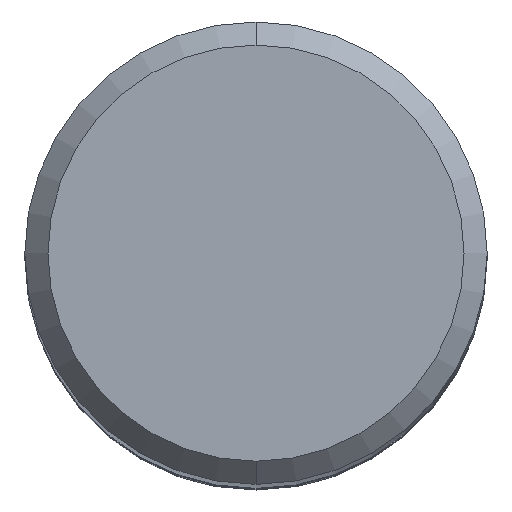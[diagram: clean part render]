
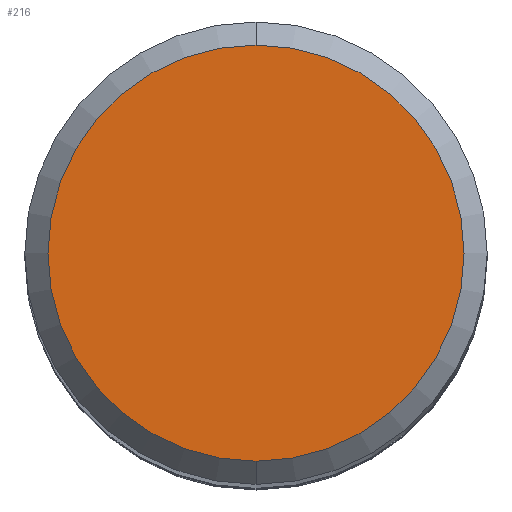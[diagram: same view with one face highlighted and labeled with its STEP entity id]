
A CAD part, top view. The second image highlights one B-rep face of the part: STEP entity #216.
In plain terms, the highlighted planar face has unit normal (0, 0, 1).
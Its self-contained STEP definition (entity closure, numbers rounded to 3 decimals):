
#116=VERTEX_POINT('',#277);
#216=ADVANCED_FACE('',(#392),#393,.T.);
#218=EDGE_CURVE('',#116,#222,#395,.T.);
#222=VERTEX_POINT('',#399);
#226=EDGE_CURVE('',#222,#116,#403,.T.);
#277=CARTESIAN_POINT('',(0.0,4.5,0.0));
#392=FACE_OUTER_BOUND('',#602,.T.);
#393=PLANE('',#603);
#395=CIRCLE('',#606,4.5);
#399=CARTESIAN_POINT('',(0.,-4.5,0.0));
#403=CIRCLE('',#614,4.5);
#602=EDGE_LOOP('',(#794,#795));
#603=AXIS2_PLACEMENT_3D('',#796,#797,#798);
#606=AXIS2_PLACEMENT_3D('',#799,#800,#801);
#614=AXIS2_PLACEMENT_3D('',#803,#804,#805);
#794=ORIENTED_EDGE('',*,*,#218,.F.);
#795=ORIENTED_EDGE('',*,*,#226,.F.);
#796=CARTESIAN_POINT('',(0.0,2.25,0.0));
#797=DIRECTION('',(-0.0,0.0,1.0));
#798=DIRECTION('',(0.0,-1.0,0.0));
#799=CARTESIAN_POINT('',(0.0,0.0,0.0));
#800=DIRECTION('',(0.0,0.0,-1.0));
#801=DIRECTION('',(0.0,1.0,0.0));
#803=CARTESIAN_POINT('',(0.0,0.0,0.0));
#804=DIRECTION('',(0.0,0.0,-1.0));
#805=DIRECTION('',(0.0,1.0,0.0));
